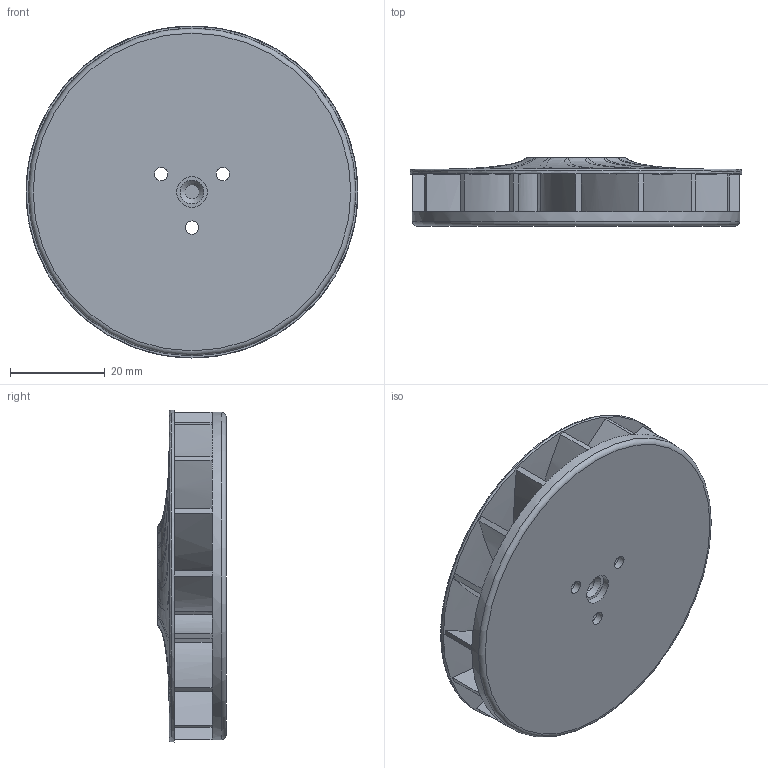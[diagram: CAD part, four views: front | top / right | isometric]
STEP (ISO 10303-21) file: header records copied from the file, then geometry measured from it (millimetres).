
FILE_DESCRIPTION(/* description */ (''),/* implementation_level */ '2;1');
FILE_NAME(/* name */ 'Blower Blades.step',/* time_stamp */ '2021-07-21T17:48:24+02:00',/* author */ (''),/* organization */ (''),/* preprocessor_version */ 'ST-DEVELOPER v18.1',/* originating_system */ 'Autodesk Translation Framework v10.9.0.1377',/* authorisation */ '');
FILE_SCHEMA (('AUTOMOTIVE_DESIGN { 1 0 10303 214 3 1 1 }'));
Length unit declared in the file: millimetre
Products named in the file (1): Blower Blades
Bounding box: 70 x 14.45 x 70 mm (x, y, z)
Volume: 18600.7 mm3; surface area: 22284.5 mm2
Topology: 1 solids, 1 shells, 114 faces, 371 edges, 257 vertices
Faces by surface type: bspline 70, cylinder 26, plane 16, torus 1, cone 1
Full cylindrical faces by diameter (mm): 2.8 x3, 3 x1, 4.4 x3, 6.5 x1, 69 x1, 70 x1
Entity records: 8681 total; most frequent: CARTESIAN_POINT 5861, ORIENTED_EDGE 742, EDGE_CURVE 371, DIRECTION 334, VERTEX_POINT 257, B_SPLINE_CURVE_WITH_KNOTS 215, EDGE_LOOP 150, AXIS2_PLACEMENT_3D 137
